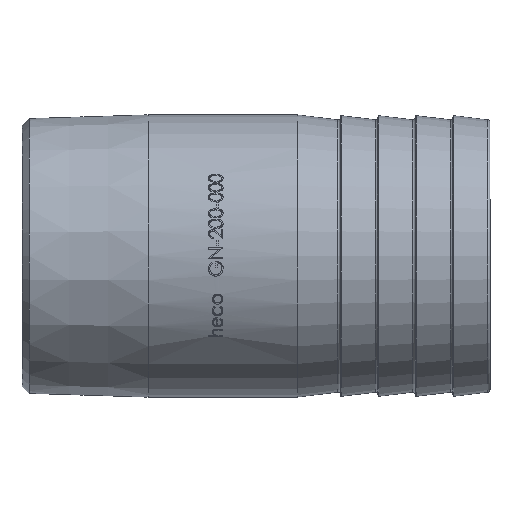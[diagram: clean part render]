
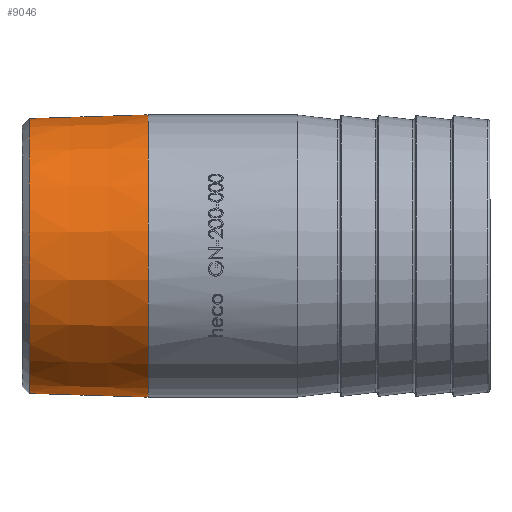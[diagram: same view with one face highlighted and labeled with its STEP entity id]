
A CAD part, top view. The second image highlights one B-rep face of the part: STEP entity #9046.
In plain terms, the highlighted conical face has half-angle 1.79 degrees and reference radius 29.805 mm.
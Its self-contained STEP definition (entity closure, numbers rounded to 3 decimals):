
#5421 = CARTESIAN_POINT ( 'NONE',  ( -73.076, 30.149, 0. ) ) ;
#5540 = VERTEX_POINT ( 'NONE', #21922 ) ;
#6177 = ORIENTED_EDGE ( 'NONE', *, *, #9077, .T. ) ;
#6993 = VERTEX_POINT ( 'NONE', #5421 ) ;
#7115 = CARTESIAN_POINT ( 'NONE',  ( -98.472, 0., 0. ) ) ;
#7797 = DIRECTION ( 'NONE',  ( 0., 1., 0. ) ) ;
#8892 = CARTESIAN_POINT ( 'NONE',  ( -84.1, 0., 0. ) ) ;
#9046 = ADVANCED_FACE ( 'NONE', ( #20026, #14823 ), #11246, .T. ) ;
#9077 = EDGE_CURVE ( 'NONE', #5540, #5540, #13200, .T. ) ;
#9387 = DIRECTION ( 'NONE',  ( 0., 1., 0. ) ) ;
#9598 = DIRECTION ( 'NONE',  ( 1., 0., 0. ) ) ;
#10013 = EDGE_LOOP ( 'NONE', ( #6177 ) ) ;
#11246 = CONICAL_SURFACE ( 'NONE', #13966, 29.805, 0.031 ) ;
#11398 = CARTESIAN_POINT ( 'NONE',  ( -73.076, 0., 0. ) ) ;
#12654 = DIRECTION ( 'NONE',  ( 1., 0., 0. ) ) ;
#13200 = CIRCLE ( 'NONE', #18204, 29.356 ) ;
#13966 = AXIS2_PLACEMENT_3D ( 'NONE', #8892, #12654, #14699 ) ;
#14699 = DIRECTION ( 'NONE',  ( 0., 1., 0. ) ) ;
#14823 = FACE_OUTER_BOUND ( 'NONE', #16273, .T. ) ;
#16094 = AXIS2_PLACEMENT_3D ( 'NONE', #11398, #9598, #7797 ) ;
#16260 = DIRECTION ( 'NONE',  ( 1., 0., 0. ) ) ;
#16273 = EDGE_LOOP ( 'NONE', ( #21439 ) ) ;
#18204 = AXIS2_PLACEMENT_3D ( 'NONE', #7115, #16260, #9387 ) ;
#19579 = CIRCLE ( 'NONE', #16094, 30.15 ) ;
#20026 = FACE_BOUND ( 'NONE', #10013, .T. ) ;
#21272 = EDGE_CURVE ( 'NONE', #6993, #6993, #19579, .T. ) ;
#21439 = ORIENTED_EDGE ( 'NONE', *, *, #21272, .F. ) ;
#21922 = CARTESIAN_POINT ( 'NONE',  ( -98.472, 29.356, 0. ) ) ;
